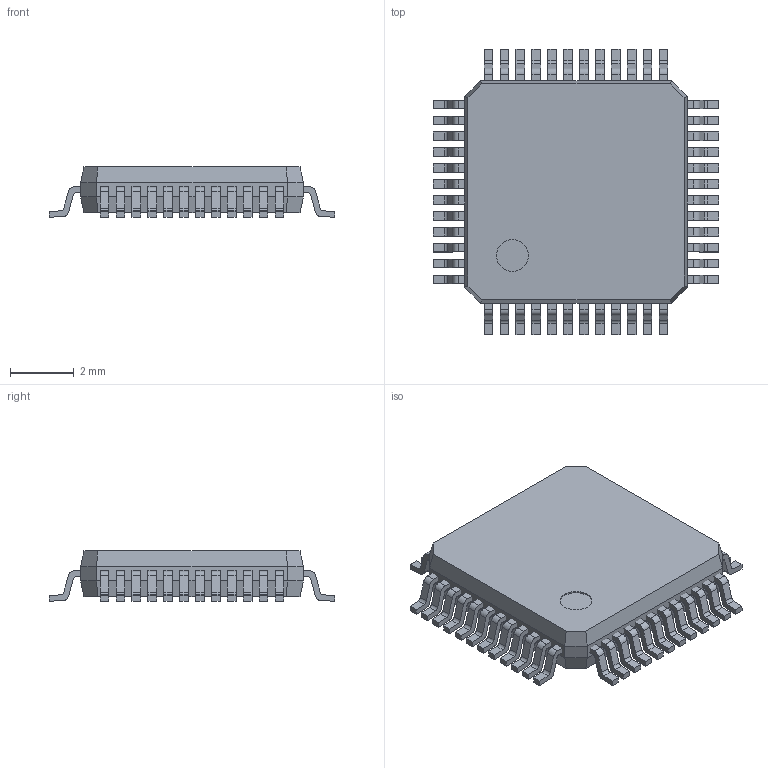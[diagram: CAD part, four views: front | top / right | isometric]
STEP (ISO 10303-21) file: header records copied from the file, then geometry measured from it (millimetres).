
FILE_DESCRIPTION (( 'STEP AP214' ), '1' );
FILE_NAME ('DC8DBE07-C00D-43A2-89A8-F1D7B67BCFC5.STEP', '2023-09-02T09:58:29', ( '' ), ( '' ), 'SwSTEP 2.0', 'SolidWorks 2022', '' );
FILE_SCHEMA (( 'AUTOMOTIVE_DESIGN' ));
Length unit declared in the file: millimetre
Products named in the file (1): DC8DBE07-C00D-43A2-89A8-F1D7B67BCFC5
Bounding box: 8.98 x 8.98 x 1.59 mm (x, y, z)
Volume: 85.9 mm3; surface area: 364 mm2
Topology: 3 solids, 3 shells, 601 faces, 1766 edges, 1172 vertices
Faces by surface type: plane 407, cylinder 194
Entity records: 26583 total; most frequent: CARTESIAN_POINT 3540, ORIENTED_EDGE 3532, DIRECTION 3358, EDGE_CURVE 1766, VECTOR 1378, LINE 1378, VERTEX_POINT 1172, AXIS2_PLACEMENT_3D 990
